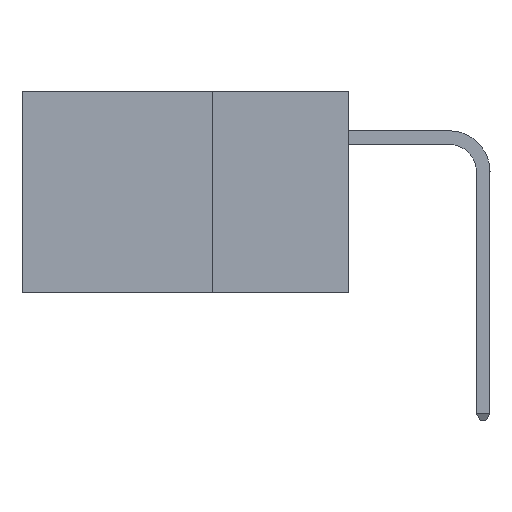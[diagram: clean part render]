
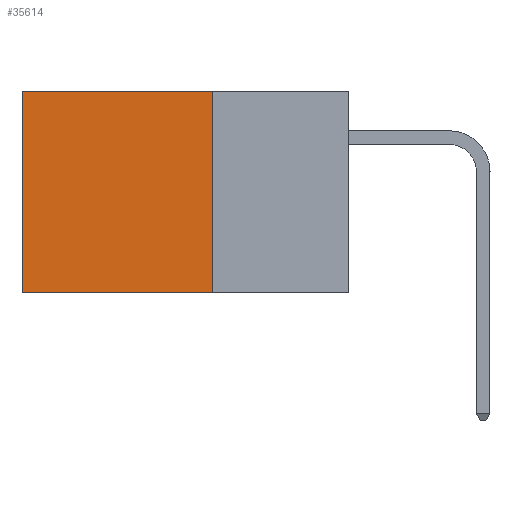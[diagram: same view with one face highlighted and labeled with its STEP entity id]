
A CAD part, left-side view. The second image highlights one B-rep face of the part: STEP entity #35614.
In plain terms, the highlighted planar face has unit normal (-1, 0, 0).
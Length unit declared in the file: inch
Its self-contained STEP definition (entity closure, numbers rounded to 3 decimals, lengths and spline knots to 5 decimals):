
#1556 = DIRECTION ( 'NONE',  ( 0., 0., -1. ) ) ;
#2439 = EDGE_LOOP ( 'NONE', ( #25203, #40584, #10102, #5907 ) ) ;
#4359 = VERTEX_POINT ( 'NONE', #16349 ) ;
#5907 = ORIENTED_EDGE ( 'NONE', *, *, #33920, .T. ) ;
#7746 = FACE_OUTER_BOUND ( 'NONE', #2439, .T. ) ;
#8005 = LINE ( 'NONE', #15617, #16377 ) ;
#10102 = ORIENTED_EDGE ( 'NONE', *, *, #30116, .F. ) ;
#14020 = LINE ( 'NONE', #35352, #29590 ) ;
#14078 = CARTESIAN_POINT ( 'NONE',  ( 0.2875, 0.6, -0.37 ) ) ;
#15617 = CARTESIAN_POINT ( 'NONE',  ( 0.2875, 0.25, -0.37 ) ) ;
#16301 = CARTESIAN_POINT ( 'NONE',  ( 0.2875, 0.25, 0. ) ) ;
#16349 = CARTESIAN_POINT ( 'NONE',  ( 0.2875, 0.25, -0.37 ) ) ;
#16377 = VECTOR ( 'NONE', #36850, 39.37008 ) ;
#16390 = VERTEX_POINT ( 'NONE', #14078 ) ;
#19588 = DIRECTION ( 'NONE',  ( 0., 0., -1. ) ) ;
#20991 = VERTEX_POINT ( 'NONE', #34057 ) ;
#21765 = LINE ( 'NONE', #41436, #22890 ) ;
#22436 = CARTESIAN_POINT ( 'NONE',  ( 0.2875, 0.25, 0. ) ) ;
#22890 = VECTOR ( 'NONE', #19588, 39.37008 ) ;
#22937 = DIRECTION ( 'NONE',  ( 1., 0., 0. ) ) ;
#24484 = DIRECTION ( 'NONE',  ( 0., 1., 0. ) ) ;
#24865 = VECTOR ( 'NONE', #27973, 39.37008 ) ;
#25203 = ORIENTED_EDGE ( 'NONE', *, *, #33222, .T. ) ;
#27973 = DIRECTION ( 'NONE',  ( 0., 0., -1. ) ) ;
#29590 = VECTOR ( 'NONE', #24484, 39.37008 ) ;
#29774 = VERTEX_POINT ( 'NONE', #22436 ) ;
#30116 = EDGE_CURVE ( 'NONE', #29774, #4359, #21765, .T. ) ;
#31406 = CARTESIAN_POINT ( 'NONE',  ( 0.2875, 0.6, 0. ) ) ;
#33222 = EDGE_CURVE ( 'NONE', #20991, #16390, #38176, .T. ) ;
#33920 = EDGE_CURVE ( 'NONE', #29774, #20991, #14020, .T. ) ;
#34057 = CARTESIAN_POINT ( 'NONE',  ( 0.2875, 0.6, 0. ) ) ;
#35352 = CARTESIAN_POINT ( 'NONE',  ( 0.2875, 0.25, 0. ) ) ;
#35614 = ADVANCED_FACE ( 'NONE', ( #7746 ), #40451, .F. ) ;
#36850 = DIRECTION ( 'NONE',  ( 0., 1., 0. ) ) ;
#38176 = LINE ( 'NONE', #31406, #24865 ) ;
#38757 = EDGE_CURVE ( 'NONE', #4359, #16390, #8005, .T. ) ;
#40116 = AXIS2_PLACEMENT_3D ( 'NONE', #16301, #22937, #1556 ) ;
#40451 = PLANE ( 'NONE',  #40116 ) ;
#40584 = ORIENTED_EDGE ( 'NONE', *, *, #38757, .F. ) ;
#41436 = CARTESIAN_POINT ( 'NONE',  ( 0.2875, 0.25, 0. ) ) ;
